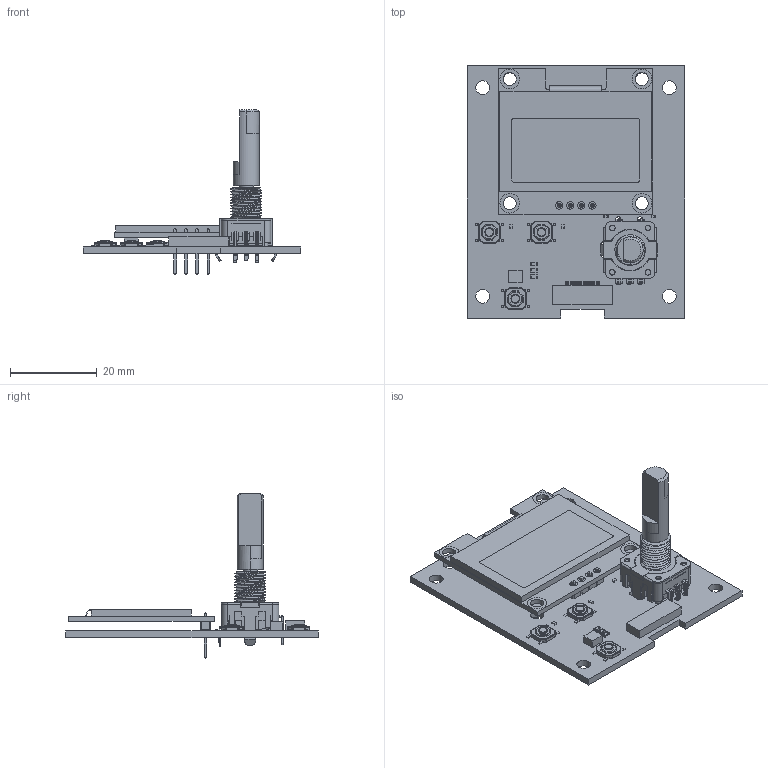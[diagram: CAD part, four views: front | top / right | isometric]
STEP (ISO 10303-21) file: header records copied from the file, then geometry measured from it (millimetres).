
FILE_DESCRIPTION(('KiCad electronic assembly'),'2;1');
FILE_NAME('crmx-bridge-hmi-PCBA_V0.3.step','2024-11-19T22:20:53',( 'Pcbnew'),('Kicad'),'Open CASCADE STEP processor 7.7', 'KiCad to STEP converter','Unknown');
FILE_SCHEMA(('AUTOMOTIVE_DESIGN { 1 0 10303 214 1 1 1 1 }'));
Length unit declared in the file: millimetre
Products named in the file (16): crmx-bridge-hmi-PCBA_V0.3 1; AZ-Delivery - OLED13 IIC; R_0402_1005Metric; AFC07-S16FCC-00; ASSEMBLY; TS-1187A-B-A-B; TS-1187A-X-A-X; PEC12R-4215F-S0024; PEC11R-4225F-S0024; R_0603_1608Metric; ASMB-MTB0-0A3A2; crmx-bridge-hmi_PCB
Assembly tree (22 placements, depth 3):
  crmx-bridge-hmi-PCBA_V0.3 1
    AZ-Delivery - OLED13 IIC
      AZ-Delivery - OLED13 IIC
    R_0402_1005Metric  x4
      R_0402_1005Metric
    AFC07-S16FCC-00
      ASSEMBLY
    TS-1187A-B-A-B  x3
      TS-1187A-X-A-X
    PEC12R-4215F-S0024
      PEC11R-4225F-S0024
    R_0603_1608Metric  x3
      R_0603_1608Metric
    ASMB-MTB0-0A3A2
      ASSEMBLY
    crmx-bridge-hmi_PCB
Bounding box: 50 x 58.05 x 37.86 mm (x, y, z)
Volume: 8783.3 mm3; surface area: 11328.6 mm2
Topology: 37 solids, 39 shells, 2736 faces, 7434 edges, 4889 vertices
Faces by surface type: plane 2302, cylinder 366, sphere 24, torus 21, cone 13, bspline 10
Full cylindrical faces by diameter (mm): 0.9 x4, 1 x4, 1.2 x5, 1.7 x4, 3 x8, 3.2 x4, 4.5 x8
Entity records: 53373 total; most frequent: CARTESIAN_POINT 12263, ORIENTED_EDGE 7668, DIRECTION 7045, EDGE_CURVE 3834, LINE 3189, VECTOR 3189, VERTEX_POINT 2521, AXIS2_PLACEMENT_3D 1928
